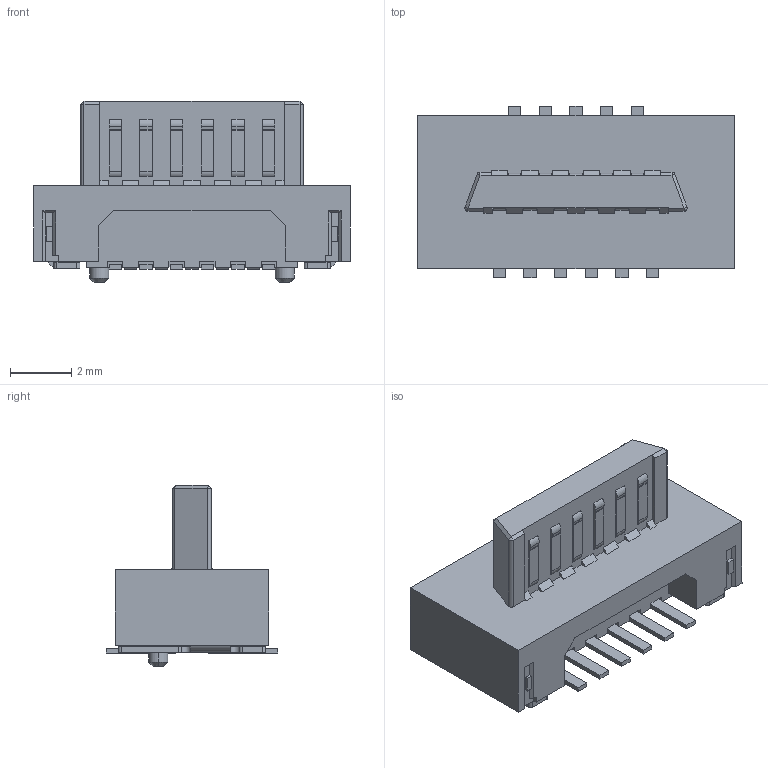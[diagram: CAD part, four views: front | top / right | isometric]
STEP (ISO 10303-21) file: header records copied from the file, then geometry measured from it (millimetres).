
FILE_DESCRIPTION((''),'2;1');
FILE_NAME('52005-011XX-VXX_ASM','2021-07-01T',('d37380'),(''),'CREO PARAMETRIC BY PTC INC, 2014500','CREO PARAMETRIC BY PTC INC, 2014500','');
FILE_SCHEMA(('CONFIG_CONTROL_DESIGN'));
Length unit declared in the file: millimetre
Products named in the file (1): 52005-011XX-VXX_ASM
Bounding box: 10.3 x 5.6 x 5.92 mm (x, y, z)
Volume: 122.9 mm3; surface area: 322.5 mm2
Topology: 1 solids, 1 shells, 387 faces, 1079 edges, 710 vertices
Faces by surface type: plane 307, cylinder 72, cone 8
Entity records: 12316 total; most frequent: CARTESIAN_POINT 2225, ORIENTED_EDGE 2150, DIRECTION 1993, EDGE_CURVE 1075, VECTOR 915, LINE 915, VERTEX_POINT 710, AXIS2_PLACEMENT_3D 539
